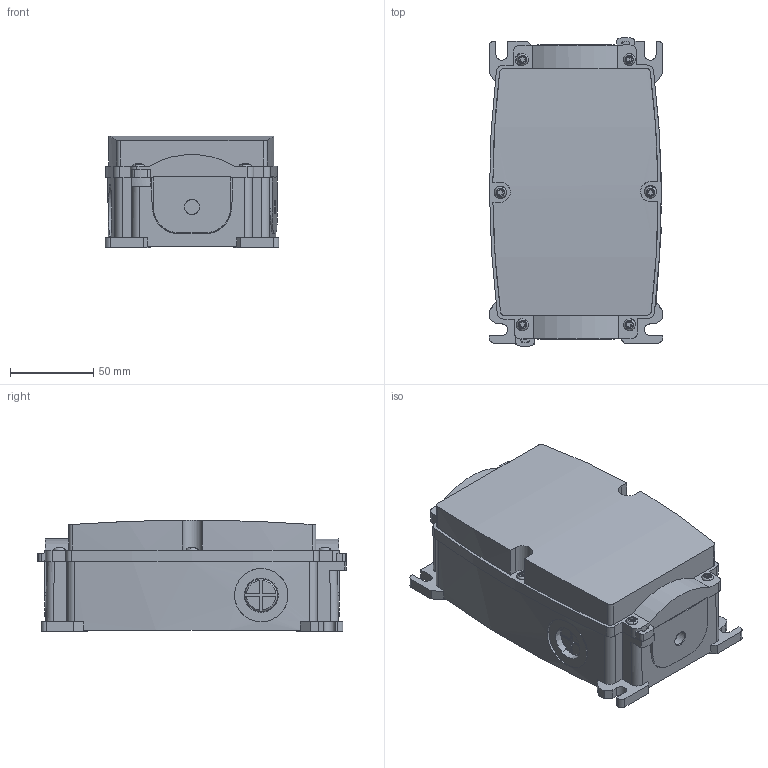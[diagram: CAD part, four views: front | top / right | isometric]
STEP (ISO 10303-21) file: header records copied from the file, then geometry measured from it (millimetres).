
FILE_DESCRIPTION(('CATIA V5 STEP Exchange','CAx-IF Rec.Pracs.--- Model Styling and Organization---1.5--- 2016-08-15','CAx-IF Rec.Pracs.---Supplemental Geometry---1.0---2011-11-01','CAx-IF Rec.Pracs.--- Composite Materials ---1.1---2010-07-15'),'2;1');
FILE_NAME ('035992-2_0', '2025-01-07T05:39:20+00:00', ('none'), ('Weidmueller'), 'CATIA Version 5-6 Release 2022 SP4 HF5', 'CATIA V5 STEP AP214 v3', 'none');
FILE_SCHEMA(('AUTOMOTIVE_DESIGN { 1 0 10303 214 1 1 1 1 }'));
Length unit declared in the file: millimetre
Products named in the file (1): 1059320000
Bounding box: 104 x 185.24 x 67 mm (x, y, z)
Volume: 1028975.7 mm3; surface area: 83824.8 mm2
Topology: 1 solids, 10 shells, 549 faces, 1515 edges, 1000 vertices
Faces by surface type: plane 260, cylinder 205, cone 26, torus 24, extrusion 22, sphere 12
Entity records: 17623 total; most frequent: CARTESIAN_POINT 4587, ORIENTED_EDGE 3030, DIRECTION 2017, EDGE_CURVE 1515, VERTEX_POINT 1000, VECTOR 886, LINE 864, AXIS2_PLACEMENT_3D 807
